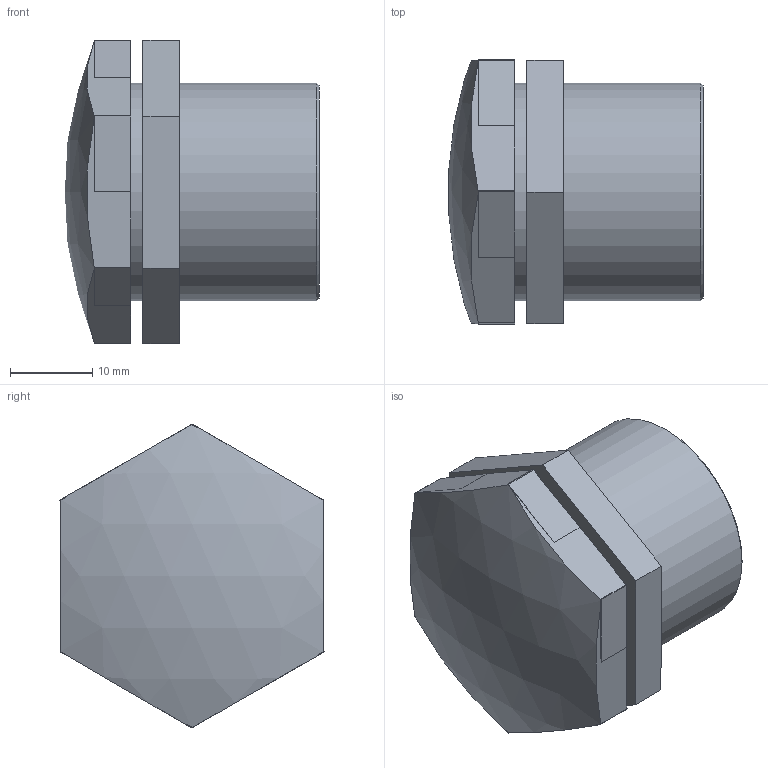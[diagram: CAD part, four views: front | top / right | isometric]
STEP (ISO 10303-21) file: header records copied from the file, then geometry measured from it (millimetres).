
FILE_DESCRIPTION(/* description */ ('PLASSON PLUG 3/4"'),/* implementation_level */ '2;1');
FILE_NAME(/* name */ '051707007_0517070070A.ipt.stp',/* time_stamp */ '2017-06-18T09:23:21+03:00',/* author */ ('Кирилл'),/* organization */ (''),/* preprocessor_version */ 'ST-DEVELOPER v15.6',/* originating_system */ 'Autodesk Inventor 2015',/* authorisation */ '');
FILE_SCHEMA (('AUTOMOTIVE_DESIGN { 1 0 10303 214 3 1 1 }'));
Length unit declared in the file: millimetre
Products named in the file (1): 051707007_0517070070A
Bounding box: 30.92 x 32.13 x 36.95 mm (x, y, z)
Volume: 11120.6 mm3; surface area: 6770 mm2
Topology: 7 solids, 7 shells, 64 faces, 138 edges, 92 vertices
Faces by surface type: plane 52, cylinder 9, sphere 2, cone 1
Full cylindrical faces by diameter (mm): 20 x1, 26.441 x2
Entity records: 1786 total; most frequent: DIRECTION 294, CARTESIAN_POINT 289, ORIENTED_EDGE 266, EDGE_CURVE 133, LINE 102, VECTOR 102, AXIS2_PLACEMENT_3D 96, VERTEX_POINT 91
